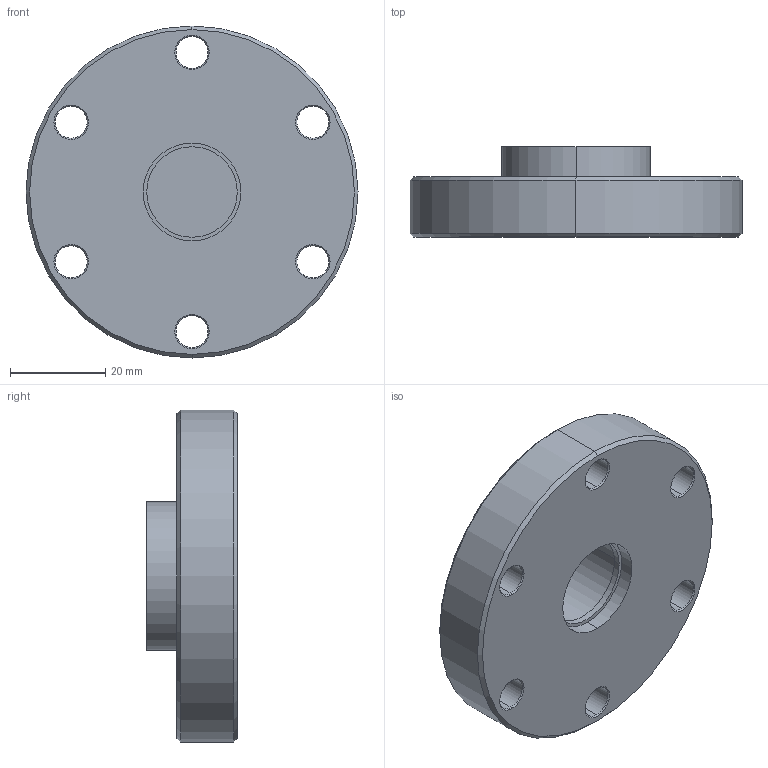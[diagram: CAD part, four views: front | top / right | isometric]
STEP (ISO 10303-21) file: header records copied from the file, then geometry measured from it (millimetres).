
FILE_DESCRIPTION (( 'STEP AP203' ), '1' );
FILE_NAME ('A12819-1-CF.STEP', '2014-07-15T12:48:00', ( '' ), ( '' ), 'SwSTEP 2.0', 'SolidWorks 2014', '' );
FILE_SCHEMA (( 'CONFIG_CONTROL_DESIGN' ));
Length unit declared in the file: inch
Products named in the file (1): A12819-1-CF
Bounding box: 69.85 x 19.05 x 69.85 mm (x, y, z)
Volume: 43886.3 mm3; surface area: 14804.6 mm2
Topology: 1 solids, 3 shells, 87 faces, 184 edges, 110 vertices
Faces by surface type: cylinder 40, cone 34, plane 13
Entity records: 2451 total; most frequent: DIRECTION 470, CARTESIAN_POINT 382, ORIENTED_EDGE 368, AXIS2_PLACEMENT_3D 198, EDGE_CURVE 184, EDGE_LOOP 110, CIRCLE 110, VERTEX_POINT 110
